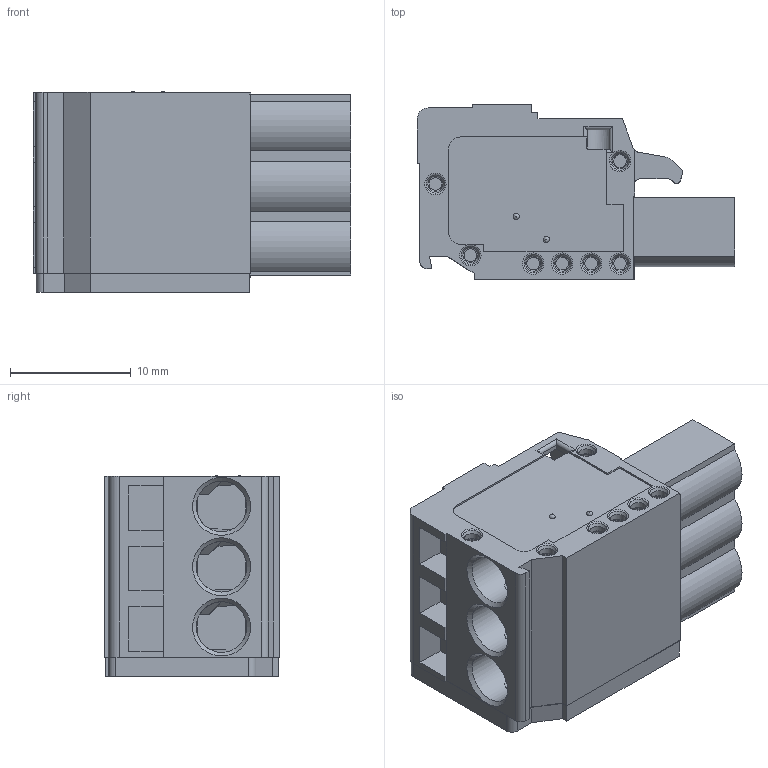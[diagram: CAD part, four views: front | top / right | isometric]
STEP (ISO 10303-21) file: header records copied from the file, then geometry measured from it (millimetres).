
FILE_DESCRIPTION((''),'2;1');
FILE_NAME('11413.1_PZB3950_3_50.stp','2012-12-11T13:11:01',('svogel'),(''),'Autodesk Inventor 2011','Autodesk Inventor 2011','');
FILE_SCHEMA(('AUTOMOTIVE_DESIGN { 1 0 10303 214 1 1 1 1 }'));
Length unit declared in the file: millimetre
Products named in the file (1): PZB3950_3_50
Bounding box: 26.3 x 14.5 x 16.66 mm (x, y, z)
Volume: 4136.9 mm3; surface area: 2499.5 mm2
Topology: 1 solids, 1 shells, 447 faces, 1129 edges, 710 vertices
Faces by surface type: plane 265, cylinder 102, torus 33, cone 33, sphere 12, bspline 2
Full cylindrical faces by diameter (mm): 1.25 x7, 1.35 x14, 1.75 x3, 3 x3, 4.2 x3
Entity records: 13279 total; most frequent: CARTESIAN_POINT 2357, DIRECTION 2206, ORIENTED_EDGE 2046, EDGE_CURVE 1023, AXIS2_PLACEMENT_3D 755, VECTOR 696, LINE 696, VERTEX_POINT 694
